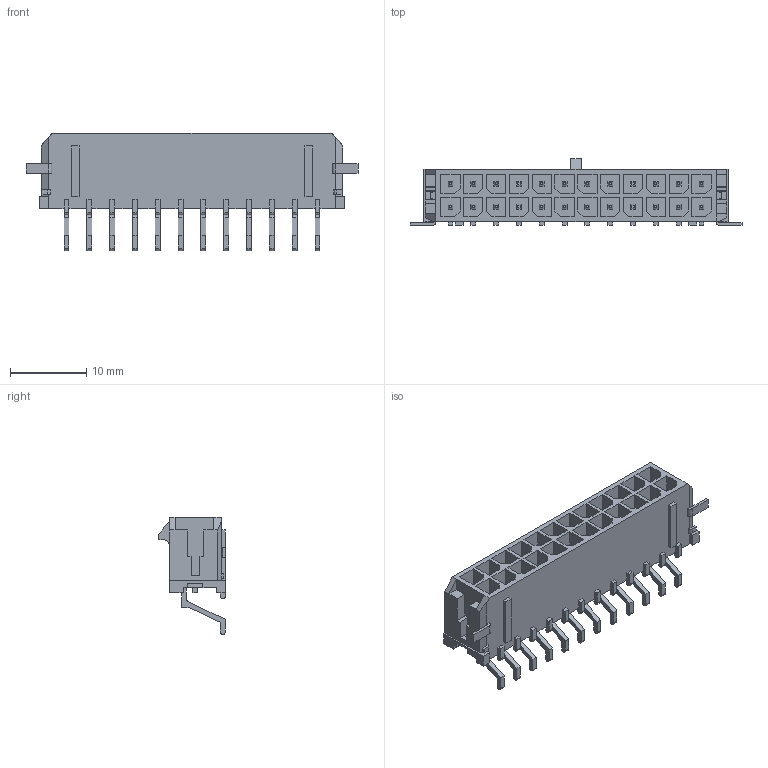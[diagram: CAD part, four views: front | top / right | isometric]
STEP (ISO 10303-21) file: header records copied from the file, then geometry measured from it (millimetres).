
FILE_DESCRIPTION((''),'2;1');
FILE_NAME('430452410','2020-04-16T',('gga'),(''),'PRO/ENGINEER BY PARAMETRIC TECHNOLOGY CORPORATION, 2016010','PRO/ENGINEER BY PARAMETRIC TECHNOLOGY CORPORATION, 2016010','');
FILE_SCHEMA(('CONFIG_CONTROL_DESIGN'));
Length unit declared in the file: millimetre
Products named in the file (1): 430452410
Bounding box: 43.65 x 8.77 x 15.4 mm (x, y, z)
Volume: 1605.9 mm3; surface area: 3828.1 mm2
Topology: 1 solids, 13 shells, 966 faces, 2558 edges, 1674 vertices
Faces by surface type: plane 923, cylinder 43
Entity records: 28957 total; most frequent: CARTESIAN_POINT 5091, ORIENTED_EDGE 4904, DIRECTION 4578, VECTOR 2472, LINE 2472, EDGE_CURVE 2452, VERTEX_POINT 1566, AXIS2_PLACEMENT_3D 1053
